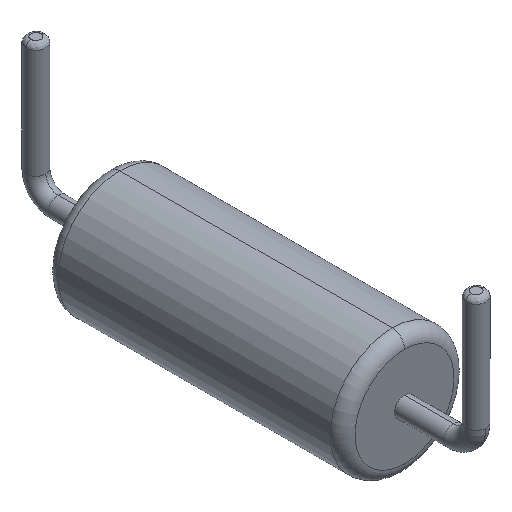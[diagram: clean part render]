
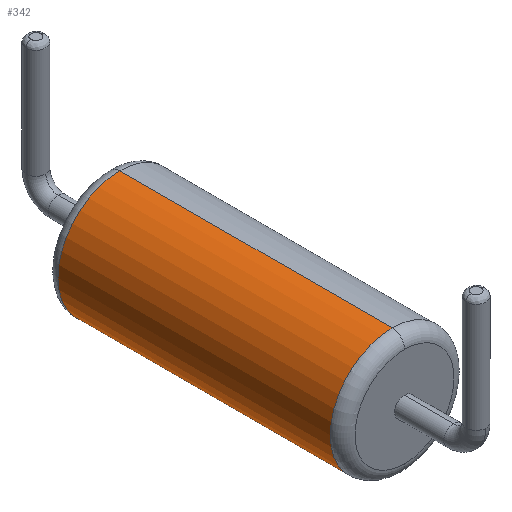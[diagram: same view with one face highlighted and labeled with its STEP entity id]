
A CAD part, isometric view. The second image highlights one B-rep face of the part: STEP entity #342.
In plain terms, the highlighted cylindrical face has radius 2.5 mm (diameter 5 mm), a partial arc.
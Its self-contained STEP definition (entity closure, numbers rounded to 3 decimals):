
#1 = CIRCLE ( 'NONE', #3, 2.5 ) ;
#2 = DIRECTION ( 'NONE',  ( 0., 1., 0. ) ) ;
#3 = AXIS2_PLACEMENT_3D ( 'NONE', #4, #2, #5 ) ;
#4 = CARTESIAN_POINT ( 'NONE',  ( 0., 0.5, 0. ) ) ;
#5 = DIRECTION ( 'NONE',  ( 0., 0., 1. ) ) ;
#36 = CARTESIAN_POINT ( 'NONE',  ( 0., 0.5, 2.5 ) ) ;
#37 = CARTESIAN_POINT ( 'NONE',  ( 0., 0.5, -2.5 ) ) ;
#113 = CARTESIAN_POINT ( 'NONE',  ( 0., 11.5, 2.5 ) ) ;
#114 = DIRECTION ( 'NONE',  ( 0., 0., 1. ) ) ;
#115 = DIRECTION ( 'NONE',  ( 0., -1., 0. ) ) ;
#116 = CARTESIAN_POINT ( 'NONE',  ( 0., 11.5, 0. ) ) ;
#117 = AXIS2_PLACEMENT_3D ( 'NONE', #116, #115, #114 ) ;
#118 = CIRCLE ( 'NONE', #117, 2.5 ) ;
#119 = CARTESIAN_POINT ( 'NONE',  ( 0., 11.5, -2.5 ) ) ;
#128 = CYLINDRICAL_SURFACE ( 'NONE', #165, 2.5 ) ;
#145 = FACE_OUTER_BOUND ( 'NONE', #343, .T. ) ;
#162 = DIRECTION ( 'NONE',  ( 0., 0., 1. ) ) ;
#163 = DIRECTION ( 'NONE',  ( 0., 1., 0. ) ) ;
#164 = CARTESIAN_POINT ( 'NONE',  ( 0., 12., 0. ) ) ;
#165 = AXIS2_PLACEMENT_3D ( 'NONE', #164, #163, #162 ) ;
#192 = ORIENTED_EDGE ( 'NONE', *, *, #198, .T. ) ;
#193 = ORIENTED_EDGE ( 'NONE', *, *, #317, .T. ) ;
#198 = EDGE_CURVE ( 'NONE', #289, #318, #335, .T. ) ;
#283 = EDGE_CURVE ( 'NONE', #288, #315, #1176, .T. ) ;
#287 = EDGE_CURVE ( 'NONE', #288, #289, #1, .T. ) ;
#288 = VERTEX_POINT ( 'NONE', #37 ) ;
#289 = VERTEX_POINT ( 'NONE', #36 ) ;
#315 = VERTEX_POINT ( 'NONE', #119 ) ;
#317 = EDGE_CURVE ( 'NONE', #318, #315, #118, .T. ) ;
#318 = VERTEX_POINT ( 'NONE', #113 ) ;
#332 = DIRECTION ( 'NONE',  ( 0., 1., 0. ) ) ;
#333 = VECTOR ( 'NONE', #332, 1000. ) ;
#334 = CARTESIAN_POINT ( 'NONE',  ( 0., 12., 2.5 ) ) ;
#335 = LINE ( 'NONE', #334, #333 ) ;
#342 = ADVANCED_FACE ( 'NONE', ( #145 ), #128, .T. ) ;
#343 = EDGE_LOOP ( 'NONE', ( #344, #345, #192, #193 ) ) ;
#344 = ORIENTED_EDGE ( 'NONE', *, *, #283, .F. ) ;
#345 = ORIENTED_EDGE ( 'NONE', *, *, #287, .T. ) ;
#1176 = LINE ( 'NONE', #1177, #1191 ) ;
#1177 = CARTESIAN_POINT ( 'NONE',  ( 0., 12., -2.5 ) ) ;
#1181 = DIRECTION ( 'NONE',  ( 0., 1., 0. ) ) ;
#1191 = VECTOR ( 'NONE', #1181, 1000. ) ;
